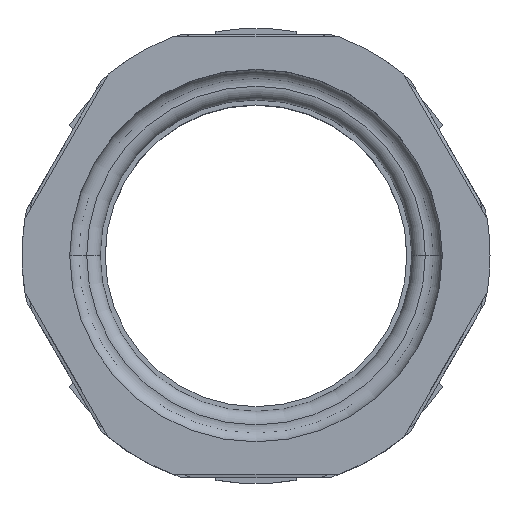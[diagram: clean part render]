
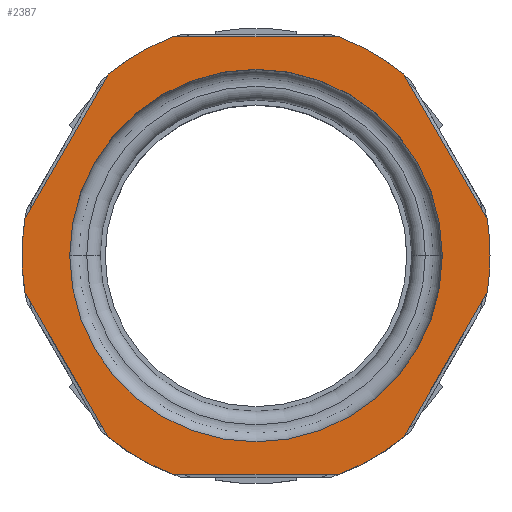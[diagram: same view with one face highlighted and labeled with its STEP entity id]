
A CAD part, top view. The second image highlights one B-rep face of the part: STEP entity #2387.
In plain terms, the highlighted planar face has unit normal (0, 0, 1).
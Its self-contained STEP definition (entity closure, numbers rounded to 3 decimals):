
#169 = CARTESIAN_POINT ( 'NONE',  ( 23.966, 29.489, 52. ) ) ;
#170 = CARTESIAN_POINT ( 'NONE',  ( 37.522, 6.011, 52. ) ) ;
#171 = CARTESIAN_POINT ( 'NONE',  ( 23.966, -29.489, 52. ) ) ;
#172 = CARTESIAN_POINT ( 'NONE',  ( 13.555, -35.5, 52. ) ) ;
#173 = CARTESIAN_POINT ( 'NONE',  ( -13.555, -35.5, 52. ) ) ;
#174 = CARTESIAN_POINT ( 'NONE',  ( -23.966, -29.489, 52. ) ) ;
#175 = CARTESIAN_POINT ( 'NONE',  ( -37.522, -6.011, 52. ) ) ;
#176 = CARTESIAN_POINT ( 'NONE',  ( -37.522, 6.011, 52. ) ) ;
#177 = CARTESIAN_POINT ( 'NONE',  ( -23.966, 29.489, 52. ) ) ;
#178 = CARTESIAN_POINT ( 'NONE',  ( -13.555, 35.5, 52. ) ) ;
#179 = CARTESIAN_POINT ( 'NONE',  ( 13.555, 35.5, 52. ) ) ;
#236 = CARTESIAN_POINT ( 'NONE',  ( 37.522, -6.011, 52. ) ) ;
#260 = CARTESIAN_POINT ( 'NONE',  ( 38., 0., 52. ) ) ;
#286 = CARTESIAN_POINT ( 'NONE',  ( 30.25, 0., 52. ) ) ;
#287 = CARTESIAN_POINT ( 'NONE',  ( -30.25, 0., 52. ) ) ;
#359 = LINE ( 'NONE', #360, #2284 ) ;
#360 = CARTESIAN_POINT ( 'NONE',  ( -20.496, 35.5, 52. ) ) ;
#361 = DIRECTION ( 'NONE',  ( -0.5, -0.866, 0. ) ) ;
#374 = LINE ( 'NONE', #375, #2289 ) ;
#375 = CARTESIAN_POINT ( 'NONE',  ( -40.992, 0., 52. ) ) ;
#376 = DIRECTION ( 'NONE',  ( 0.5, -0.866, 0. ) ) ;
#471 = LINE ( 'NONE', #472, #2338 ) ;
#472 = CARTESIAN_POINT ( 'NONE',  ( -20.496, -35.5, 52. ) ) ;
#473 = DIRECTION ( 'NONE',  ( 1., 0., 0. ) ) ;
#540 = CARTESIAN_POINT ( 'NONE',  ( 0., 0., 52. ) ) ;
#541 = DIRECTION ( 'NONE',  ( 0., 0., 1. ) ) ;
#542 = DIRECTION ( 'NONE',  ( 1., 0., 0. ) ) ;
#570 = AXIS2_PLACEMENT_3D ( 'NONE', #770, #774, #775 ) ;
#687 = FACE_BOUND ( 'NONE', #2714, .T. ) ;
#690 = FACE_OUTER_BOUND ( 'NONE', #2715, .T. ) ;
#693 = AXIS2_PLACEMENT_3D ( 'NONE', #1816, #1817, #1818 ) ;
#743 = CIRCLE ( 'NONE', #1503, 38. ) ;
#750 = CIRCLE ( 'NONE', #1885, 38. ) ;
#752 = CIRCLE ( 'NONE', #1882, 38. ) ;
#757 = CIRCLE ( 'NONE', #1870, 30.25 ) ;
#770 = CARTESIAN_POINT ( 'NONE',  ( 0., 0., 52. ) ) ;
#774 = DIRECTION ( 'NONE',  ( 0., 0., 1. ) ) ;
#775 = DIRECTION ( 'NONE',  ( 1., 0., 0. ) ) ;
#840 = LINE ( 'NONE', #841, #1977 ) ;
#841 = CARTESIAN_POINT ( 'NONE',  ( 20.496, 35.5, 52. ) ) ;
#842 = DIRECTION ( 'NONE',  ( -1., 0., 0. ) ) ;
#870 = CARTESIAN_POINT ( 'NONE',  ( 0., 0., 52. ) ) ;
#871 = DIRECTION ( 'NONE',  ( 0., 0., 1. ) ) ;
#872 = DIRECTION ( 'NONE',  ( 1., 0., 0. ) ) ;
#969 = CARTESIAN_POINT ( 'NONE',  ( 0., 0., 52. ) ) ;
#979 = DIRECTION ( 'NONE',  ( 0., 0., 1. ) ) ;
#980 = DIRECTION ( 'NONE',  ( 1., 0., 0. ) ) ;
#999 = CARTESIAN_POINT ( 'NONE',  ( 0., 0., 52. ) ) ;
#1000 = DIRECTION ( 'NONE',  ( 0., 0., 1. ) ) ;
#1001 = DIRECTION ( 'NONE',  ( 1., 0., 0. ) ) ;
#1120 = CARTESIAN_POINT ( 'NONE',  ( 0., 0., 52. ) ) ;
#1121 = DIRECTION ( 'NONE',  ( 0., 0., 1. ) ) ;
#1122 = DIRECTION ( 'NONE',  ( 1., 0., 0. ) ) ;
#1150 = CARTESIAN_POINT ( 'NONE',  ( 0., 0., 52. ) ) ;
#1151 = DIRECTION ( 'NONE',  ( 0., 0., 1. ) ) ;
#1152 = DIRECTION ( 'NONE',  ( 1., 0., 0. ) ) ;
#1156 = CARTESIAN_POINT ( 'NONE',  ( 0., 0., 52. ) ) ;
#1157 = LINE ( 'NONE', #1158, #1884 ) ;
#1158 = CARTESIAN_POINT ( 'NONE',  ( 40.992, 0., 52. ) ) ;
#1159 = DIRECTION ( 'NONE',  ( -0.5, 0.866, 0. ) ) ;
#1163 = DIRECTION ( 'NONE',  ( 0., 0., 1. ) ) ;
#1164 = DIRECTION ( 'NONE',  ( 1., 0., 0. ) ) ;
#1207 = CARTESIAN_POINT ( 'NONE',  ( 0., 0., 52. ) ) ;
#1214 = DIRECTION ( 'NONE',  ( 0., 0., 1. ) ) ;
#1215 = DIRECTION ( 'NONE',  ( 1., 0., 0. ) ) ;
#1244 = LINE ( 'NONE', #1245, #1515 ) ;
#1245 = CARTESIAN_POINT ( 'NONE',  ( 20.496, -35.5, 52. ) ) ;
#1246 = DIRECTION ( 'NONE',  ( 0.5, 0.866, 0. ) ) ;
#1351 = CIRCLE ( 'NONE', #1997, 38. ) ;
#1365 = CIRCLE ( 'NONE', #2026, 38. ) ;
#1368 = CIRCLE ( 'NONE', #2014, 38. ) ;
#1408 = CIRCLE ( 'NONE', #2355, 38. ) ;
#1503 = AXIS2_PLACEMENT_3D ( 'NONE', #1207, #1214, #1215 ) ;
#1515 = VECTOR ( 'NONE', #1246, 1000. ) ;
#1815 = PLANE ( 'NONE',  #693 ) ;
#1816 = CARTESIAN_POINT ( 'NONE',  ( 0., 0., 52. ) ) ;
#1817 = DIRECTION ( 'NONE',  ( 0., 0., 1. ) ) ;
#1818 = DIRECTION ( 'NONE',  ( 1., 0., 0. ) ) ;
#1870 = AXIS2_PLACEMENT_3D ( 'NONE', #1120, #1121, #1122 ) ;
#1882 = AXIS2_PLACEMENT_3D ( 'NONE', #1150, #1151, #1152 ) ;
#1884 = VECTOR ( 'NONE', #1159, 1000. ) ;
#1885 = AXIS2_PLACEMENT_3D ( 'NONE', #1156, #1163, #1164 ) ;
#1977 = VECTOR ( 'NONE', #842, 1000. ) ;
#1997 = AXIS2_PLACEMENT_3D ( 'NONE', #870, #871, #872 ) ;
#2014 = AXIS2_PLACEMENT_3D ( 'NONE', #999, #1000, #1001 ) ;
#2026 = AXIS2_PLACEMENT_3D ( 'NONE', #969, #979, #980 ) ;
#2157 = ORIENTED_EDGE ( 'NONE', *, *, #3042, .F. ) ;
#2159 = ORIENTED_EDGE ( 'NONE', *, *, #3054, .T. ) ;
#2160 = ORIENTED_EDGE ( 'NONE', *, *, #3142, .T. ) ;
#2161 = ORIENTED_EDGE ( 'NONE', *, *, #3121, .F. ) ;
#2162 = ORIENTED_EDGE ( 'NONE', *, *, #3193, .T. ) ;
#2163 = ORIENTED_EDGE ( 'NONE', *, *, #3186, .T. ) ;
#2164 = ORIENTED_EDGE ( 'NONE', *, *, #3232, .T. ) ;
#2165 = ORIENTED_EDGE ( 'NONE', *, *, #3052, .T. ) ;
#2166 = ORIENTED_EDGE ( 'NONE', *, *, #3237, .T. ) ;
#2167 = ORIENTED_EDGE ( 'NONE', *, *, #3073, .T. ) ;
#2168 = ORIENTED_EDGE ( 'NONE', *, *, #3267, .T. ) ;
#2169 = ORIENTED_EDGE ( 'NONE', *, *, #3056, .T. ) ;
#2170 = ORIENTED_EDGE ( 'NONE', *, *, #3289, .T. ) ;
#2171 = ORIENTED_EDGE ( 'NONE', *, *, #3083, .T. ) ;
#2172 = ORIENTED_EDGE ( 'NONE', *, *, #3152, .T. ) ;
#2265 = CIRCLE ( 'NONE', #570, 30.25 ) ;
#2284 = VECTOR ( 'NONE', #361, 1000. ) ;
#2289 = VECTOR ( 'NONE', #376, 1000. ) ;
#2338 = VECTOR ( 'NONE', #473, 1000. ) ;
#2355 = AXIS2_PLACEMENT_3D ( 'NONE', #540, #541, #542 ) ;
#2387 = ADVANCED_FACE ( 'NONE', ( #687, #690 ), #1815, .T. ) ;
#2512 = VERTEX_POINT ( 'NONE', #169 ) ;
#2513 = VERTEX_POINT ( 'NONE', #170 ) ;
#2514 = VERTEX_POINT ( 'NONE', #171 ) ;
#2515 = VERTEX_POINT ( 'NONE', #172 ) ;
#2516 = VERTEX_POINT ( 'NONE', #173 ) ;
#2517 = VERTEX_POINT ( 'NONE', #174 ) ;
#2518 = VERTEX_POINT ( 'NONE', #175 ) ;
#2519 = VERTEX_POINT ( 'NONE', #176 ) ;
#2520 = VERTEX_POINT ( 'NONE', #177 ) ;
#2521 = VERTEX_POINT ( 'NONE', #178 ) ;
#2522 = VERTEX_POINT ( 'NONE', #179 ) ;
#2579 = VERTEX_POINT ( 'NONE', #236 ) ;
#2603 = VERTEX_POINT ( 'NONE', #260 ) ;
#2629 = VERTEX_POINT ( 'NONE', #286 ) ;
#2630 = VERTEX_POINT ( 'NONE', #287 ) ;
#2714 = EDGE_LOOP ( 'NONE', ( #2157, #2161 ) ) ;
#2715 = EDGE_LOOP ( 'NONE', ( #2159, #2162, #2160, #2163, #2164, #2165, #2166, #2167, #2168, #2169, #2171, #2172, #2170 ) ) ;
#3042 = EDGE_CURVE ( 'NONE', #2629, #2630, #757, .T. ) ;
#3052 = EDGE_CURVE ( 'NONE', #2519, #2518, #752, .T. ) ;
#3054 = EDGE_CURVE ( 'NONE', #2513, #2512, #1157, .T. ) ;
#3056 = EDGE_CURVE ( 'NONE', #2515, #2514, #750, .T. ) ;
#3073 = EDGE_CURVE ( 'NONE', #2517, #2516, #743, .T. ) ;
#3083 = EDGE_CURVE ( 'NONE', #2514, #2579, #1244, .T. ) ;
#3121 = EDGE_CURVE ( 'NONE', #2630, #2629, #2265, .T. ) ;
#3142 = EDGE_CURVE ( 'NONE', #2522, #2521, #840, .T. ) ;
#3152 = EDGE_CURVE ( 'NONE', #2579, #2603, #1351, .T. ) ;
#3186 = EDGE_CURVE ( 'NONE', #2521, #2520, #1365, .T. ) ;
#3193 = EDGE_CURVE ( 'NONE', #2512, #2522, #1368, .T. ) ;
#3232 = EDGE_CURVE ( 'NONE', #2520, #2519, #359, .T. ) ;
#3237 = EDGE_CURVE ( 'NONE', #2518, #2517, #374, .T. ) ;
#3267 = EDGE_CURVE ( 'NONE', #2516, #2515, #471, .T. ) ;
#3289 = EDGE_CURVE ( 'NONE', #2603, #2513, #1408, .T. ) ;
